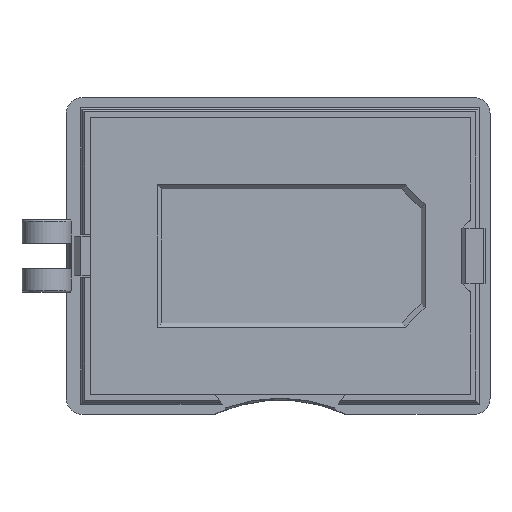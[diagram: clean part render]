
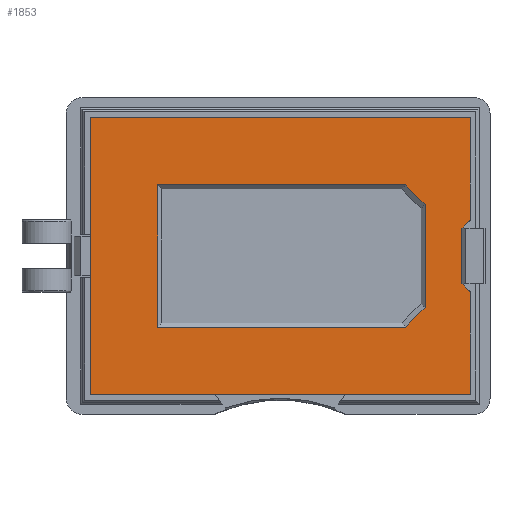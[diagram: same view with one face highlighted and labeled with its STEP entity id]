
A CAD part, top view. The second image highlights one B-rep face of the part: STEP entity #1853.
In plain terms, the highlighted planar face has unit normal (0, 0, 1).
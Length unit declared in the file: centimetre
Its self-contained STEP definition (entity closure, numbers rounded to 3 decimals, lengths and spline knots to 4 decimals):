
#28=FACE_BOUND($,#273,.T.);
#163=FACE_OUTER_BOUND($,#272,.T.);
#272=EDGE_LOOP($,(#1493,#1494,#1495,#1496));
#273=EDGE_LOOP($,(#1497,#1498,#1499,#1500,#1501,#1502));
#433=LINE($,#2947,#646);
#440=LINE($,#2959,#653);
#442=LINE($,#2964,#655);
#459=LINE($,#3002,#672);
#461=LINE($,#3006,#674);
#462=LINE($,#3008,#675);
#463=LINE($,#3009,#676);
#464=LINE($,#3011,#677);
#465=LINE($,#3013,#678);
#466=LINE($,#3014,#679);
#646=VECTOR($,#2341,4.8);
#653=VECTOR($,#2350,3.1322);
#655=VECTOR($,#2354,0.3464);
#672=VECTOR($,#2385,1.3044);
#674=VECTOR($,#2389,3.5);
#675=VECTOR($,#2390,4.8);
#676=VECTOR($,#2391,3.5);
#677=VECTOR($,#2392,1.7943);
#678=VECTOR($,#2393,3.1322);
#679=VECTOR($,#2394,0.3464);
#860=VERTEX_POINT($,#2945);
#861=VERTEX_POINT($,#2946);
#863=VERTEX_POINT($,#2953);
#865=VERTEX_POINT($,#2957);
#867=VERTEX_POINT($,#2963);
#881=VERTEX_POINT($,#3001);
#882=VERTEX_POINT($,#3005);
#883=VERTEX_POINT($,#3007);
#884=VERTEX_POINT($,#3010);
#885=VERTEX_POINT($,#3012);
#1077=EDGE_CURVE($,#860,#861,#433,.T.);
#1084=EDGE_CURVE($,#863,#865,#440,.T.);
#1086=EDGE_CURVE($,#863,#867,#442,.T.);
#1107=EDGE_CURVE($,#881,#867,#459,.T.);
#1109=EDGE_CURVE($,#861,#882,#461,.T.);
#1110=EDGE_CURVE($,#882,#883,#462,.T.);
#1111=EDGE_CURVE($,#883,#860,#463,.T.);
#1112=EDGE_CURVE($,#865,#884,#464,.T.);
#1113=EDGE_CURVE($,#884,#885,#465,.T.);
#1114=EDGE_CURVE($,#881,#885,#466,.T.);
#1493=ORIENTED_EDGE($,*,*,#1077,.T.);
#1494=ORIENTED_EDGE($,*,*,#1109,.T.);
#1495=ORIENTED_EDGE($,*,*,#1110,.T.);
#1496=ORIENTED_EDGE($,*,*,#1111,.T.);
#1497=ORIENTED_EDGE($,*,*,#1084,.T.);
#1498=ORIENTED_EDGE($,*,*,#1112,.T.);
#1499=ORIENTED_EDGE($,*,*,#1113,.T.);
#1500=ORIENTED_EDGE($,*,*,#1114,.F.);
#1501=ORIENTED_EDGE($,*,*,#1107,.T.);
#1502=ORIENTED_EDGE($,*,*,#1086,.F.);
#1760=PLANE($,#1995);
#1853=ADVANCED_FACE($,(#163,#28),#1760,.T.);
#1995=AXIS2_PLACEMENT_3D($,#3004,#2387,#2388);
#2341=DIRECTION($,(1.,0.,0.));
#2350=DIRECTION($,(-1.,0.,0.));
#2354=DIRECTION($,(0.707,0.707,0.));
#2385=DIRECTION($,(0.,-1.,0.));
#2387=DIRECTION('center_axis',(0.,0.,1.));
#2388=DIRECTION('ref_axis',(1.,0.,0.));
#2389=DIRECTION($,(0.,1.,0.));
#2390=DIRECTION($,(-1.,0.,0.));
#2391=DIRECTION($,(0.,-1.,0.));
#2392=DIRECTION($,(0.,1.,0.));
#2393=DIRECTION($,(1.,0.,0.));
#2394=DIRECTION($,(-0.707,0.707,0.));
#2945=CARTESIAN_POINT('',(-13.9,7.25,0.15));
#2946=CARTESIAN_POINT('',(-9.1,7.25,0.15));
#2947=CARTESIAN_POINT($,(-11.5,7.25,0.15));
#2953=CARTESIAN_POINT('',(-9.9149,8.1028,0.15));
#2957=CARTESIAN_POINT('',(-13.0472,8.1028,0.15));
#2959=CARTESIAN_POINT($,(-11.9625,8.1028,0.15));
#2963=CARTESIAN_POINT('',(-9.67,8.3478,0.15));
#2964=CARTESIAN_POINT($,(-10.0257,7.9921,0.15));
#3001=CARTESIAN_POINT('',(-9.67,9.6522,0.15));
#3002=CARTESIAN_POINT($,(-9.67,8.7,0.15));
#3004=CARTESIAN_POINT('Origin',(-11.5,9.,0.15));
#3005=CARTESIAN_POINT('',(-9.1,10.75,0.15));
#3006=CARTESIAN_POINT($,(-9.1,9.,0.15));
#3007=CARTESIAN_POINT('',(-13.9,10.75,0.15));
#3008=CARTESIAN_POINT($,(-11.5,10.75,0.15));
#3009=CARTESIAN_POINT($,(-13.9,9.,0.15));
#3010=CARTESIAN_POINT('',(-13.0472,9.8972,0.15));
#3011=CARTESIAN_POINT($,(-13.0472,9.3,0.15));
#3012=CARTESIAN_POINT('',(-9.9149,9.8972,0.15));
#3013=CARTESIAN_POINT($,(-11.0375,9.8972,0.15));
#3014=CARTESIAN_POINT($,(-10.0257,10.0079,0.15));
